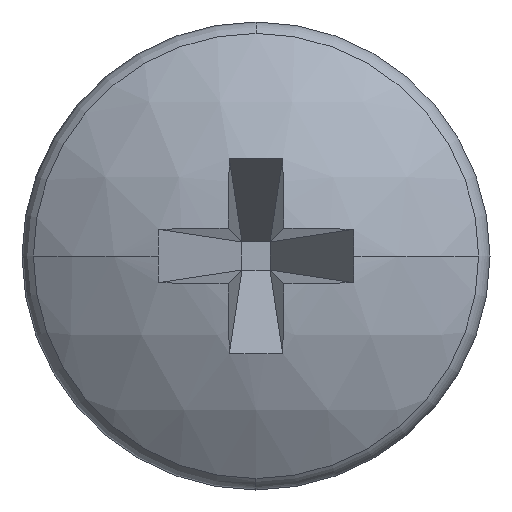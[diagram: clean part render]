
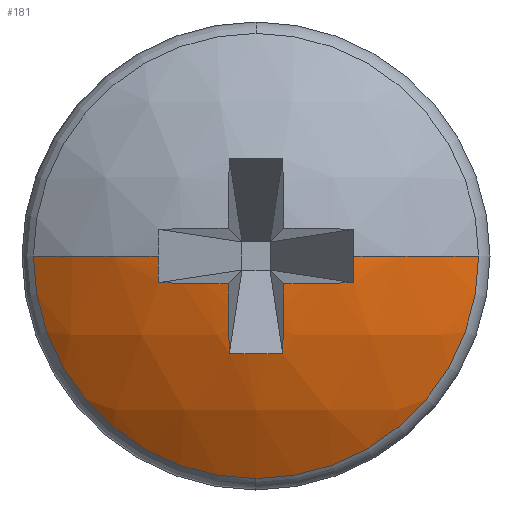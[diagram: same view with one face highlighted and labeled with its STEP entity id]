
A CAD part, left-side view. The second image highlights one B-rep face of the part: STEP entity #181.
In plain terms, the highlighted spherical face has radius 3.2 mm.
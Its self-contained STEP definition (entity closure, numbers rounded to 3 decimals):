
#135 = VERTEX_POINT ( 'NONE', #433 ) ;
#166 = EDGE_CURVE ( 'NONE', #135, #167, #531, .T. ) ;
#167 = VERTEX_POINT ( 'NONE', #542 ) ;
#168 = EDGE_LOOP ( 'NONE', ( #169, #179, #175, #206, #209, #218, #221, #216, #226, #224, #229 ) ) ;
#169 = ORIENTED_EDGE ( 'NONE', *, *, #194, .T. ) ;
#175 = ORIENTED_EDGE ( 'NONE', *, *, #204, .T. ) ;
#179 = ORIENTED_EDGE ( 'NONE', *, *, #166, .T. ) ;
#181 = ADVANCED_FACE ( 'NONE', ( #681 ), #682, .T. ) ;
#194 = EDGE_CURVE ( 'NONE', #195, #135, #658, .T. ) ;
#195 = VERTEX_POINT ( 'NONE', #660 ) ;
#204 = EDGE_CURVE ( 'NONE', #167, #205, #601, .T. ) ;
#205 = VERTEX_POINT ( 'NONE', #602 ) ;
#206 = ORIENTED_EDGE ( 'NONE', *, *, #207, .T. ) ;
#207 = EDGE_CURVE ( 'NONE', #205, #208, #666, .T. ) ;
#208 = VERTEX_POINT ( 'NONE', #667 ) ;
#209 = ORIENTED_EDGE ( 'NONE', *, *, #210, .F. ) ;
#210 = EDGE_CURVE ( 'NONE', #217, #208, #670, .T. ) ;
#211 = EDGE_CURVE ( 'NONE', #195, #228, #679, .T. ) ;
#213 = EDGE_CURVE ( 'NONE', #214, #215, #621, .T. ) ;
#214 = VERTEX_POINT ( 'NONE', #629 ) ;
#215 = VERTEX_POINT ( 'NONE', #616 ) ;
#216 = ORIENTED_EDGE ( 'NONE', *, *, #213, .F. ) ;
#217 = VERTEX_POINT ( 'NONE', #615 ) ;
#218 = ORIENTED_EDGE ( 'NONE', *, *, #219, .F. ) ;
#219 = EDGE_CURVE ( 'NONE', #220, #217, #612, .T. ) ;
#220 = VERTEX_POINT ( 'NONE', #607 ) ;
#221 = ORIENTED_EDGE ( 'NONE', *, *, #222, .T. ) ;
#222 = EDGE_CURVE ( 'NONE', #220, #215, #687, .T. ) ;
#223 = VERTEX_POINT ( 'NONE', #688 ) ;
#224 = ORIENTED_EDGE ( 'NONE', *, *, #225, .T. ) ;
#225 = EDGE_CURVE ( 'NONE', #223, #228, #634, .T. ) ;
#226 = ORIENTED_EDGE ( 'NONE', *, *, #227, .F. ) ;
#227 = EDGE_CURVE ( 'NONE', #223, #214, #694, .T. ) ;
#228 = VERTEX_POINT ( 'NONE', #689 ) ;
#229 = ORIENTED_EDGE ( 'NONE', *, *, #211, .F. ) ;
#433 = CARTESIAN_POINT ( 'NONE',  ( 0.627, 0., -1.903 ) ) ;
#527 = DIRECTION ( 'NONE',  ( -1., 0., 0. ) ) ;
#528 = CARTESIAN_POINT ( 'NONE',  ( 0.627, 0., 0. ) ) ;
#529 = AXIS2_PLACEMENT_3D ( 'NONE', #528, #527, #537 ) ;
#531 = CIRCLE ( 'NONE', #529, 1.903 ) ;
#537 = DIRECTION ( 'NONE',  ( 0., 0., 1. ) ) ;
#542 = CARTESIAN_POINT ( 'NONE',  ( 0.627, -1.903, 0. ) ) ;
#573 = DIRECTION ( 'NONE',  ( 0., 0., -1. ) ) ;
#576 = DIRECTION ( 'NONE',  ( 1., 0., 0. ) ) ;
#577 = DIRECTION ( 'NONE',  ( 0., 0., 1. ) ) ;
#578 = AXIS2_PLACEMENT_3D ( 'NONE', #671, #577, #576 ) ;
#582 = CARTESIAN_POINT ( 'NONE',  ( 3.192, 0., 0.082 ) ) ;
#597 = AXIS2_PLACEMENT_3D ( 'NONE', #676, #614, #619 ) ;
#600 = CARTESIAN_POINT ( 'NONE',  ( 3.2, 0., 0. ) ) ;
#601 = CIRCLE ( 'NONE', #678, 3.2 ) ;
#602 = CARTESIAN_POINT ( 'NONE',  ( 0.111, -0.836, 0. ) ) ;
#604 = DIRECTION ( 'NONE',  ( 0.833, 0.553, 0. ) ) ;
#605 = DIRECTION ( 'NONE',  ( 0.553, -0.833, 0. ) ) ;
#606 = AXIS2_PLACEMENT_3D ( 'NONE', #665, #605, #604 ) ;
#607 = CARTESIAN_POINT ( 'NONE',  ( 0.118, -0.228, -0.831 ) ) ;
#608 = DIRECTION ( 'NONE',  ( -0.995, -0.1, 0. ) ) ;
#609 = DIRECTION ( 'NONE',  ( -0.1, 0.995, 0. ) ) ;
#610 = CARTESIAN_POINT ( 'NONE',  ( 3.192, 0.082, 0. ) ) ;
#611 = AXIS2_PLACEMENT_3D ( 'NONE', #610, #609, #608 ) ;
#612 = CIRCLE ( 'NONE', #611, 3.199 ) ;
#614 = DIRECTION ( 'NONE',  ( 0., 0., -1. ) ) ;
#615 = CARTESIAN_POINT ( 'NONE',  ( 0.018, -0.238, -0.238 ) ) ;
#616 = CARTESIAN_POINT ( 'NONE',  ( 0.118, 0.228, -0.831 ) ) ;
#617 = DIRECTION ( 'NONE',  ( 0., 0., 1. ) ) ;
#618 = DIRECTION ( 'NONE',  ( -1., 0., 0. ) ) ;
#619 = DIRECTION ( 'NONE',  ( 0., 1., 0. ) ) ;
#621 = CIRCLE ( 'NONE', #628, 3.199 ) ;
#625 = DIRECTION ( 'NONE',  ( 0.995, -0.1, 0. ) ) ;
#626 = DIRECTION ( 'NONE',  ( -0.1, -0.995, 0. ) ) ;
#627 = CARTESIAN_POINT ( 'NONE',  ( 3.192, -0.082, 0. ) ) ;
#628 = AXIS2_PLACEMENT_3D ( 'NONE', #627, #626, #625 ) ;
#629 = CARTESIAN_POINT ( 'NONE',  ( 0.018, 0.238, -0.238 ) ) ;
#631 = DIRECTION ( 'NONE',  ( 0.553, 0.833, 0. ) ) ;
#632 = CARTESIAN_POINT ( 'NONE',  ( 2.64, -0.843, 0. ) ) ;
#633 = AXIS2_PLACEMENT_3D ( 'NONE', #632, #631, #695 ) ;
#634 = CIRCLE ( 'NONE', #633, 3.036 ) ;
#656 = CARTESIAN_POINT ( 'NONE',  ( 0.627, 0., 0. ) ) ;
#657 = AXIS2_PLACEMENT_3D ( 'NONE', #656, #618, #617 ) ;
#658 = CIRCLE ( 'NONE', #657, 1.903 ) ;
#660 = CARTESIAN_POINT ( 'NONE',  ( 0.627, 1.903, 0. ) ) ;
#665 = CARTESIAN_POINT ( 'NONE',  ( 2.64, 0.843, 0. ) ) ;
#666 = CIRCLE ( 'NONE', #606, 3.036 ) ;
#667 = CARTESIAN_POINT ( 'NONE',  ( 0.118, -0.831, -0.228 ) ) ;
#668 = DIRECTION ( 'NONE',  ( -0.1, 0., 0.995 ) ) ;
#669 = AXIS2_PLACEMENT_3D ( 'NONE', #582, #668, #680 ) ;
#670 = CIRCLE ( 'NONE', #669, 3.199 ) ;
#671 = CARTESIAN_POINT ( 'NONE',  ( 3.2, 0., 0. ) ) ;
#676 = CARTESIAN_POINT ( 'NONE',  ( 3.2, 0., 0. ) ) ;
#677 = DIRECTION ( 'NONE',  ( 0., 1., 0. ) ) ;
#678 = AXIS2_PLACEMENT_3D ( 'NONE', #600, #573, #677 ) ;
#679 = CIRCLE ( 'NONE', #578, 3.2 ) ;
#680 = DIRECTION ( 'NONE',  ( 0.995, 0., 0.1 ) ) ;
#681 = FACE_OUTER_BOUND ( 'NONE', #168, .T. ) ;
#682 = SPHERICAL_SURFACE ( 'NONE', #597, 3.2 ) ;
#683 = DIRECTION ( 'NONE',  ( -0.833, 0., -0.553 ) ) ;
#684 = DIRECTION ( 'NONE',  ( 0.553, 0., -0.833 ) ) ;
#685 = CARTESIAN_POINT ( 'NONE',  ( 2.64, 0., 0.843 ) ) ;
#686 = AXIS2_PLACEMENT_3D ( 'NONE', #685, #684, #683 ) ;
#687 = CIRCLE ( 'NONE', #686, 3.036 ) ;
#688 = CARTESIAN_POINT ( 'NONE',  ( 0.118, 0.831, -0.228 ) ) ;
#689 = CARTESIAN_POINT ( 'NONE',  ( 0.111, 0.836, 0. ) ) ;
#690 = DIRECTION ( 'NONE',  ( 0.995, 0., 0.1 ) ) ;
#691 = DIRECTION ( 'NONE',  ( -0.1, 0., 0.995 ) ) ;
#692 = CARTESIAN_POINT ( 'NONE',  ( 3.192, 0., 0.082 ) ) ;
#693 = AXIS2_PLACEMENT_3D ( 'NONE', #692, #691, #690 ) ;
#694 = CIRCLE ( 'NONE', #693, 3.199 ) ;
#695 = DIRECTION ( 'NONE',  ( -0.833, 0.553, 0. ) ) ;
